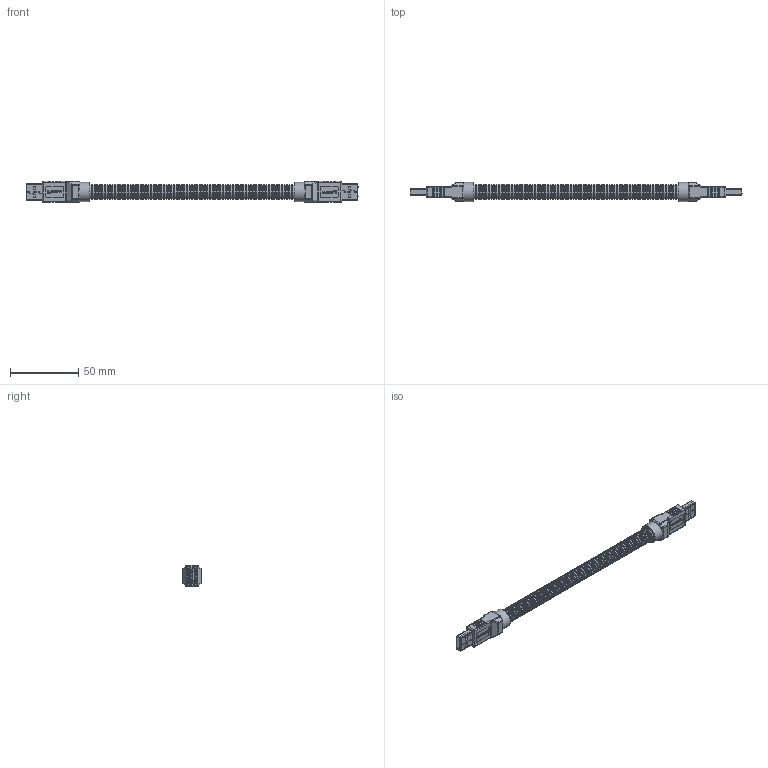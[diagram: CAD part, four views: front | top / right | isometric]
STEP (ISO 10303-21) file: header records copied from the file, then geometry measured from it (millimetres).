
FILE_DESCRIPTION (( 'STEP AP214' ), '1' );
FILE_NAME ('U3A00003.STEP', '2018-04-19T15:52:59', ( '' ), ( '' ), 'SwSTEP 2.0', 'SolidWorks 2017', '' );
FILE_SCHEMA (( 'AUTOMOTIVE_DESIGN' ));
Length unit declared in the file: inch
Products named in the file (10): 1AA05-046-MA3; 3AC08-027; U3A00003; 1AY06-121_150mm long; MTN-1026_NO CABLE; MTN-1026; 1AA05-046-MA2_Without Crimp; 1AA05-046-MA1; MTN-593
Assembly tree (10 placements, depth 4):
  U3A00003
    3AC08-027
    MTN-1026_NO CABLE  x2
      MTN-593
        1AA05-046-MA3
        MTN-593
      1AA05-046-MA1
      1AA05-046-MA2_Without Crimp
      MTN-1026
    1AY06-121_150mm long
Bounding box: 243.1 x 14 x 15.7 mm (x, y, z)
Volume: 18458.9 mm3; surface area: 28943.2 mm2
Topology: 40 solids, 40 shells, 3623 faces, 8849 edges, 5696 vertices
Faces by surface type: plane 2308, cylinder 673, torus 396, bspline 202, sphere 44
Full cylindrical faces by diameter (mm): 0.9 x8, 5.486 x1, 5.5 x2, 7.7 x62, 8.3 x62, 9.7 x63, 10.3 x63, 14 x2
Entity records: 67896 total; most frequent: CARTESIAN_POINT 15297, DIRECTION 9922, ORIENTED_EDGE 8976, EDGE_CURVE 4488, AXIS2_PLACEMENT_3D 3502, VERTEX_POINT 3246, EDGE_LOOP 3240, VECTOR 2918
